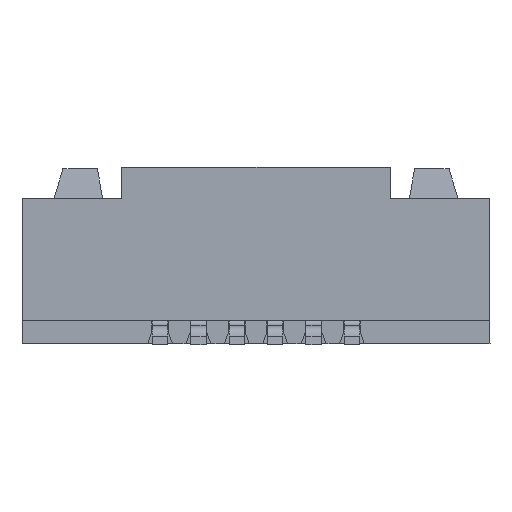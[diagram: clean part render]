
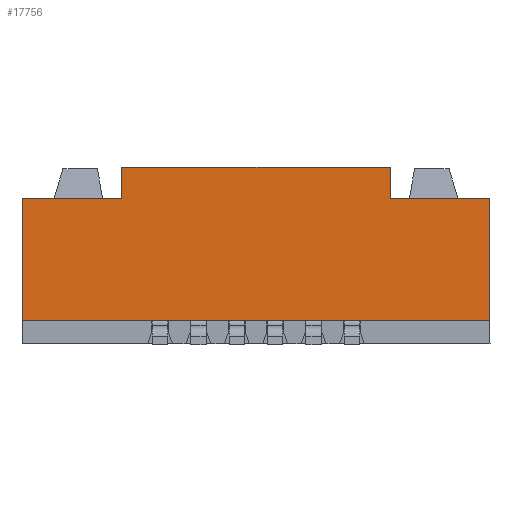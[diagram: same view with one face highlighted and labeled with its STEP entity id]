
A CAD part, front view. The second image highlights one B-rep face of the part: STEP entity #17756.
In plain terms, the highlighted planar face has unit normal (0, -1, 0).
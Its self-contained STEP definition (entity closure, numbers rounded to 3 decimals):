
#2801=DIRECTION('',(1.,0.,0.));
#2802=VECTOR('',#2801,3.5);
#2803=CARTESIAN_POINT('',(1.3,0.48,
-0.002));
#2804=LINE('',#2803,#2802);
#2805=DIRECTION('',(-1.,0.,0.));
#2806=VECTOR('',#2805,6.1);
#2807=CARTESIAN_POINT('',(6.1,0.48,
-2.002));
#2808=LINE('',#2807,#2806);
#2809=DIRECTION('',(0.,0.,1.));
#2810=VECTOR('',#2809,1.6);
#2811=CARTESIAN_POINT('',(0.,0.48,
-2.002));
#2812=LINE('',#2811,#2810);
#2813=DIRECTION('',(1.,0.,0.));
#2814=VECTOR('',#2813,1.3);
#2815=CARTESIAN_POINT('',(0.,0.48,
-0.402));
#2816=LINE('',#2815,#2814);
#2817=DIRECTION('',(0.,0.,-1.));
#2818=VECTOR('',#2817,0.4);
#2819=CARTESIAN_POINT('',(4.8,0.48,
-0.002));
#2820=LINE('',#2819,#2818);
#2897=DIRECTION('',(1.,0.,0.));
#2898=VECTOR('',#2897,1.3);
#2899=CARTESIAN_POINT('',(4.8,0.48,
-0.402));
#2900=LINE('',#2899,#2898);
#5521=DIRECTION('',(0.,0.,-1.));
#5522=VECTOR('',#5521,1.6);
#5523=CARTESIAN_POINT('',(6.1,0.48,
-0.402));
#5524=LINE('',#5523,#5522);
#10177=DIRECTION('',(0.,0.,-1.));
#10178=VECTOR('',#10177,0.4);
#10179=CARTESIAN_POINT('',(1.3,0.48,
-0.002));
#10180=LINE('',#10179,#10178);
#11738=CARTESIAN_POINT('',(1.3,0.48,
-0.402));
#11739=VERTEX_POINT('',#11738);
#11740=CARTESIAN_POINT('',(0.,0.48,
-0.402));
#11741=VERTEX_POINT('',#11740);
#11825=CARTESIAN_POINT('',(1.3,0.48,
-0.002));
#11827=VERTEX_POINT('',#11825);
#12060=CARTESIAN_POINT('',(0.,0.48,
-2.002));
#12061=VERTEX_POINT('',#12060);
#13410=CARTESIAN_POINT('',(4.8,0.48,
-0.002));
#13411=VERTEX_POINT('',#13410);
#13679=CARTESIAN_POINT('',(6.1,0.48,
-2.002));
#13680=VERTEX_POINT('',#13679);
#13681=CARTESIAN_POINT('',(6.1,0.48,
-0.402));
#13682=VERTEX_POINT('',#13681);
#13683=CARTESIAN_POINT('',(4.8,0.48,
-0.402));
#13684=VERTEX_POINT('',#13683);
#17735=CARTESIAN_POINT('',(1.45,0.48,
-1.002));
#17736=DIRECTION('',(0.,1.,0.));
#17737=DIRECTION('',(-1.,0.,0.));
#17738=AXIS2_PLACEMENT_3D('',#17735,#17736,#17737);
#17739=PLANE('',#17738);
#17740=ORIENTED_EDGE('',*,*,#16816,.T.);
#17742=ORIENTED_EDGE('',*,*,#17741,.T.);
#17744=ORIENTED_EDGE('',*,*,#17743,.T.);
#17746=ORIENTED_EDGE('',*,*,#17745,.T.);
#17747=ORIENTED_EDGE('',*,*,#17681,.T.);
#17749=ORIENTED_EDGE('',*,*,#17748,.T.);
#17751=ORIENTED_EDGE('',*,*,#17750,.T.);
#17753=ORIENTED_EDGE('',*,*,#17752,.F.);
#17754=EDGE_LOOP('',(#17740,#17742,#17744,#17746,#17747,#17749,#17751,#17753));
#17755=FACE_OUTER_BOUND('',#17754,.F.);
#16816=EDGE_CURVE('',#11827,#13411,#2804,.T.);
#17681=EDGE_CURVE('',#13680,#12061,#2808,.T.);
#17741=EDGE_CURVE('',#13411,#13684,#2820,.T.);
#17743=EDGE_CURVE('',#13684,#13682,#2900,.T.);
#17745=EDGE_CURVE('',#13682,#13680,#5524,.T.);
#17748=EDGE_CURVE('',#12061,#11741,#2812,.T.);
#17750=EDGE_CURVE('',#11741,#11739,#2816,.T.);
#17752=EDGE_CURVE('',#11827,#11739,#10180,.T.);
#17756=ADVANCED_FACE('',(#17755),#17739,.F.);
